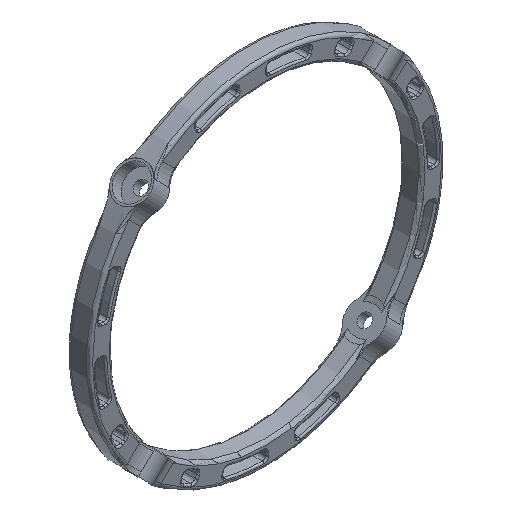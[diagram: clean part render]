
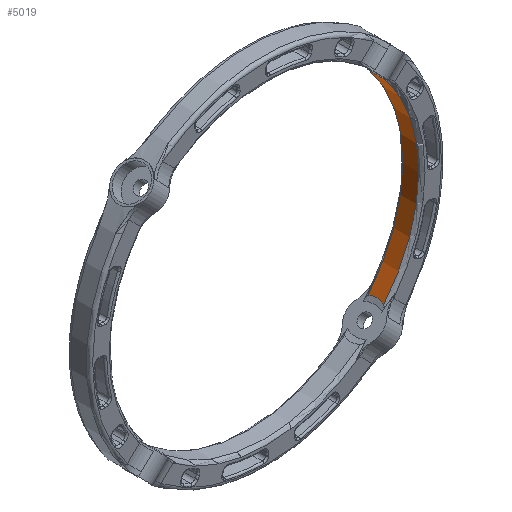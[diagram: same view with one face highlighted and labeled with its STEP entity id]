
A CAD part, isometric view. The second image highlights one B-rep face of the part: STEP entity #5019.
In plain terms, the highlighted cylindrical face has radius 49 mm (diameter 98 mm), a partial arc.
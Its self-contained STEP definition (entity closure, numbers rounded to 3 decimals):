
#4498=CARTESIAN_POINT('',(98.186,144.791,101.048));
#4499=VERTEX_POINT('',#4498);
#4522=CARTESIAN_POINT('',(97.795,144.791,39.471));
#4523=VERTEX_POINT('',#4522);
#4524=CARTESIAN_POINT('',(59.873,144.791,70.501));
#4525=DIRECTION('',(0.,-1.,-0.));
#4526=DIRECTION('',(-0.707,0.,-0.707));
#4527=AXIS2_PLACEMENT_3D('',#4524,#4525,#4526);
#4528=CIRCLE('',#4527,49.);
#4529=EDGE_CURVE('',#4523,#4499,#4528,.T.);
#4920=CARTESIAN_POINT('',(97.795,149.791,39.471));
#4921=VERTEX_POINT('',#4920);
#4944=CARTESIAN_POINT('',(98.186,149.791,101.048));
#4945=VERTEX_POINT('',#4944);
#4946=CARTESIAN_POINT('',(59.873,149.791,70.501));
#4947=DIRECTION('',(-0.,1.,0.));
#4948=DIRECTION('',(-0.707,0.,-0.707));
#4949=AXIS2_PLACEMENT_3D('',#4946,#4947,#4948);
#4950=CIRCLE('',#4949,49.);
#4951=EDGE_CURVE('',#4945,#4921,#4950,.T.);
#4978=CARTESIAN_POINT('',(59.873,150.791,70.501));
#4979=DIRECTION('',(0.,-1.,-0.));
#4980=DIRECTION('',(-0.707,0.,-0.707));
#4981=AXIS2_PLACEMENT_3D('',#4978,#4979,#4980);
#4982=CYLINDRICAL_SURFACE('',#4981,49.);
#4983=CARTESIAN_POINT('',(98.186,149.791,101.048));
#4984=CARTESIAN_POINT('',(98.304,149.4,100.899));
#4985=CARTESIAN_POINT('',(98.392,148.995,100.787));
#4986=CARTESIAN_POINT('',(98.452,148.576,100.711));
#4987=CARTESIAN_POINT('',(98.512,148.158,100.635));
#4988=CARTESIAN_POINT('',(98.542,147.722,100.596));
#4989=CARTESIAN_POINT('',(98.542,147.293,100.596));
#4990=CARTESIAN_POINT('',(98.542,146.863,100.596));
#4991=CARTESIAN_POINT('',(98.513,146.436,100.633));
#4992=CARTESIAN_POINT('',(98.453,146.013,100.71));
#4993=CARTESIAN_POINT('',(98.393,145.589,100.786));
#4994=CARTESIAN_POINT('',(98.304,145.182,100.899));
#4995=CARTESIAN_POINT('',(98.186,144.791,101.048));
#4996=B_SPLINE_CURVE_WITH_KNOTS('',3,(#4983,#4984,#4985,#4986,#4987,#4988,#4989,#4990,#4991,#4992,#4993,#4994,#4995),.UNSPECIFIED.,.F.,.F.,(4,3,3,3,4),(0.,0.001,0.003,0.004,0.005),.UNSPECIFIED.);
#4997=EDGE_CURVE('',#4945,#4499,#4996,.T.);
#4998=ORIENTED_EDGE('',*,*,#4997,.F.);
#4999=ORIENTED_EDGE('',*,*,#4951,.T.);
#5000=CARTESIAN_POINT('',(97.795,144.791,39.471));
#5001=CARTESIAN_POINT('',(97.915,145.182,39.618));
#5002=CARTESIAN_POINT('',(98.005,145.587,39.729));
#5003=CARTESIAN_POINT('',(98.065,146.005,39.804));
#5004=CARTESIAN_POINT('',(98.126,146.423,39.879));
#5005=CARTESIAN_POINT('',(98.157,146.859,39.918));
#5006=CARTESIAN_POINT('',(98.157,147.289,39.918));
#5007=CARTESIAN_POINT('',(98.157,147.718,39.918));
#5008=CARTESIAN_POINT('',(98.127,148.145,39.881));
#5009=CARTESIAN_POINT('',(98.066,148.569,39.805));
#5010=CARTESIAN_POINT('',(98.006,148.992,39.73));
#5011=CARTESIAN_POINT('',(97.915,149.4,39.618));
#5012=CARTESIAN_POINT('',(97.795,149.791,39.471));
#5013=B_SPLINE_CURVE_WITH_KNOTS('',3,(#5000,#5001,#5002,#5003,#5004,#5005,#5006,#5007,#5008,#5009,#5010,#5011,#5012),.UNSPECIFIED.,.F.,.F.,(4,3,3,3,4),(0.,0.001,0.003,0.004,0.005),.UNSPECIFIED.);
#5014=EDGE_CURVE('',#4523,#4921,#5013,.T.);
#5015=ORIENTED_EDGE('',*,*,#5014,.F.);
#5016=ORIENTED_EDGE('',*,*,#4529,.T.);
#5017=EDGE_LOOP('',(#4998,#4999,#5015,#5016));
#5018=FACE_BOUND('',#5017,.T.);
#5019=ADVANCED_FACE('',(#5018),#4982,.F.);
